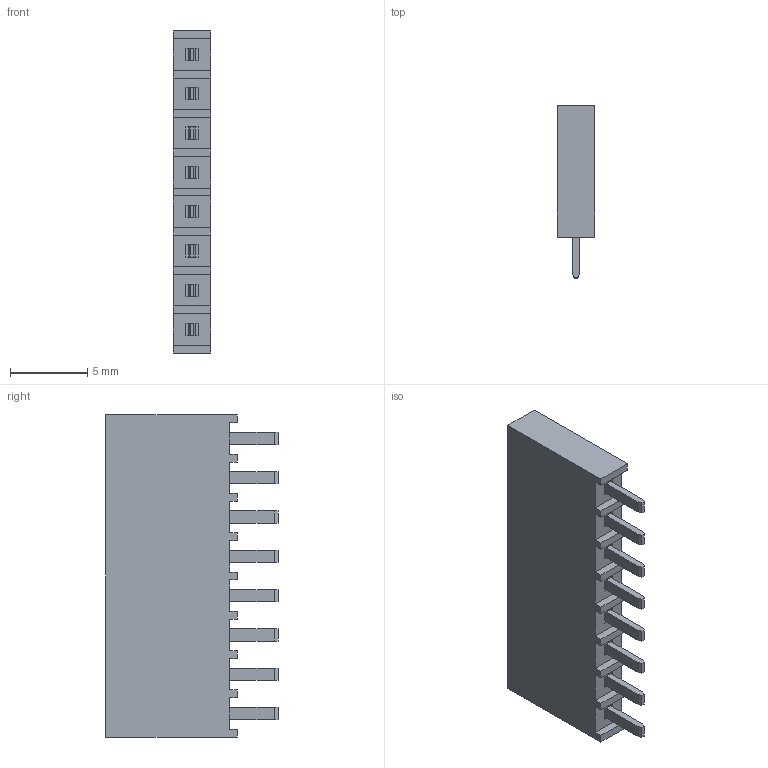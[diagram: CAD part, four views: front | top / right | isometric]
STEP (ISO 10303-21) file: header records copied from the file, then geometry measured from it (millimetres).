
FILE_DESCRIPTION(/* description */ (''),/* implementation_level */ '2;1');
FILE_NAME(/* name */ 'Samtec-SSW-108-01-G-S_ipt_d4d7f460.STEP',/* time_stamp */ '2024-05-28T16:08:11+01:00',/* author */ ('rlndo'),/* organization */ (''),/* preprocessor_version */ 'ST-DEVELOPER v16.13',/* originating_system */ 'Autodesk Inventor 2018',/* authorisation */ '');
FILE_SCHEMA (('AUTOMOTIVE_DESIGN { 1 0 10303 214 3 1 1 }'));
Length unit declared in the file: millimetre
Products named in the file (1): Samtec-SSW-108-01-G-S
Bounding box: 2.41 x 11.15 x 20.83 mm (x, y, z)
Volume: 375.7 mm3; surface area: 754.9 mm2
Topology: 1 solids, 1 shells, 230 faces, 572 edges, 360 vertices
Faces by surface type: plane 230
Entity records: 6807 total; most frequent: CARTESIAN_POINT 1163, ORIENTED_EDGE 1144, DIRECTION 1034, LINE 572, VECTOR 572, EDGE_CURVE 572, VERTEX_POINT 360, EDGE_LOOP 246
